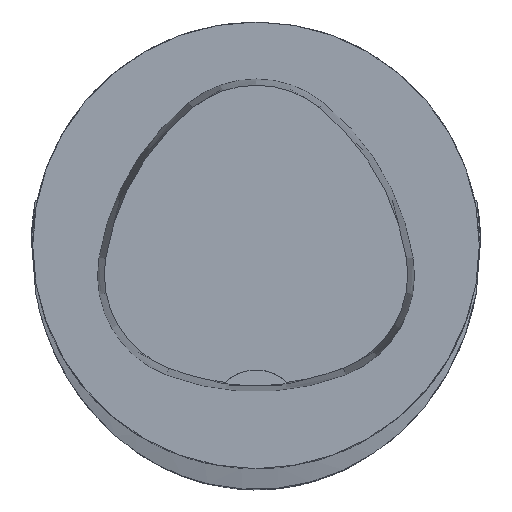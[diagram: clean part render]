
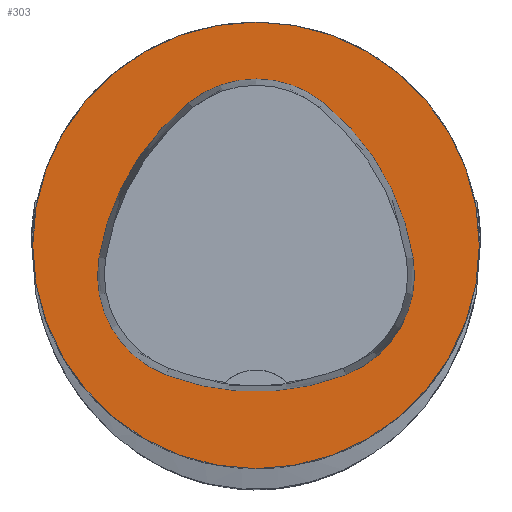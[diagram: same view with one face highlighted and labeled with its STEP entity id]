
A CAD part, top view. The second image highlights one B-rep face of the part: STEP entity #303.
In plain terms, the highlighted planar face has unit normal (0, 0, 1).
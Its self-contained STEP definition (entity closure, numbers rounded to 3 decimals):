
#303=ADVANCED_FACE('',(#778,#779),#394,.T.);
#394=PLANE('',#2148);
#778=FACE_BOUND('',#819,.T.);
#779=FACE_BOUND('',#820,.T.);
#819=EDGE_LOOP('',(#1078,#1079,#1080,#1081,#1082,#1083));
#820=EDGE_LOOP('',(#1084));
#1078=ORIENTED_EDGE('',*,*,#1772,.T.);
#1079=ORIENTED_EDGE('',*,*,#1752,.T.);
#1080=ORIENTED_EDGE('',*,*,#1756,.T.);
#1081=ORIENTED_EDGE('',*,*,#1759,.T.);
#1082=ORIENTED_EDGE('',*,*,#1762,.T.);
#1083=ORIENTED_EDGE('',*,*,#1770,.T.);
#1084=ORIENTED_EDGE('',*,*,#1742,.F.);
#1539=VERTEX_POINT('',#3165);
#1548=VERTEX_POINT('',#3185);
#1549=VERTEX_POINT('',#3186);
#1552=VERTEX_POINT('',#3194);
#1554=VERTEX_POINT('',#3200);
#1556=VERTEX_POINT('',#3206);
#1563=VERTEX_POINT('',#3227);
#1742=EDGE_CURVE('',#1539,#1539,#1946,.T.);
#1752=EDGE_CURVE('',#1548,#1549,#1947,.T.);
#1756=EDGE_CURVE('',#1549,#1552,#1949,.T.);
#1759=EDGE_CURVE('',#1552,#1554,#1951,.T.);
#1762=EDGE_CURVE('',#1554,#1556,#1953,.T.);
#1770=EDGE_CURVE('',#1556,#1563,#1957,.T.);
#1772=EDGE_CURVE('',#1563,#1548,#1959,.T.);
#1946=CIRCLE('',#2119,25.);
#1947=CIRCLE('',#2126,28.);
#1949=CIRCLE('',#2129,12.);
#1951=CIRCLE('',#2132,28.);
#1953=CIRCLE('',#2135,12.);
#1957=CIRCLE('',#2140,28.);
#1959=CIRCLE('',#2143,12.);
#2119=AXIS2_PLACEMENT_3D('',#3164,#2425,#2426);
#2126=AXIS2_PLACEMENT_3D('',#3184,#2443,#2444);
#2129=AXIS2_PLACEMENT_3D('',#3193,#2451,#2452);
#2132=AXIS2_PLACEMENT_3D('',#3199,#2458,#2459);
#2135=AXIS2_PLACEMENT_3D('',#3205,#2465,#2466);
#2140=AXIS2_PLACEMENT_3D('',#3228,#2477,#2478);
#2143=AXIS2_PLACEMENT_3D('',#3231,#2483,#2484);
#2148=AXIS2_PLACEMENT_3D('',#3236,#2493,#2494);
#2425=DIRECTION('',(0.,0.,-1.));
#2426=DIRECTION('',(-1.,0.,0.));
#2443=DIRECTION('',(0.,0.,-1.));
#2444=DIRECTION('',(-1.,0.,0.));
#2451=DIRECTION('',(0.,0.,-1.));
#2452=DIRECTION('',(-1.,0.,0.));
#2458=DIRECTION('',(0.,0.,-1.));
#2459=DIRECTION('',(-1.,0.,0.));
#2465=DIRECTION('',(0.,0.,-1.));
#2466=DIRECTION('',(-1.,0.,0.));
#2477=DIRECTION('',(0.,0.,-1.));
#2478=DIRECTION('',(-1.,0.,0.));
#2483=DIRECTION('',(0.,0.,-1.));
#2484=DIRECTION('',(-1.,0.,0.));
#2493=DIRECTION('',(0.,0.,1.));
#2494=DIRECTION('',(1.,0.,0.));
#3164=CARTESIAN_POINT('',(0.,0.,0.));
#3165=CARTESIAN_POINT('',(-25.,0.,0.));
#3184=CARTESIAN_POINT('',(10.068,-5.824,0.));
#3185=CARTESIAN_POINT('',(-17.584,-1.424,0.));
#3186=CARTESIAN_POINT('',(-7.531,15.953,0.));
#3193=CARTESIAN_POINT('',(0.011,6.62,0.));
#3194=CARTESIAN_POINT('',(7.567,15.942,0.));
#3199=CARTESIAN_POINT('',(-10.063,-5.81,0.));
#3200=CARTESIAN_POINT('',(17.59,-1.418,0.));
#3205=CARTESIAN_POINT('',(5.739,-3.3,0.));
#3206=CARTESIAN_POINT('',(10.05,-14.499,0.));
#3227=CARTESIAN_POINT('',(-10.025,-14.516,0.));
#3228=CARTESIAN_POINT('',(-0.01,11.631,0.));
#3231=CARTESIAN_POINT('',(-5.733,-3.31,0.));
#3236=CARTESIAN_POINT('',(0.,0.,0.));
